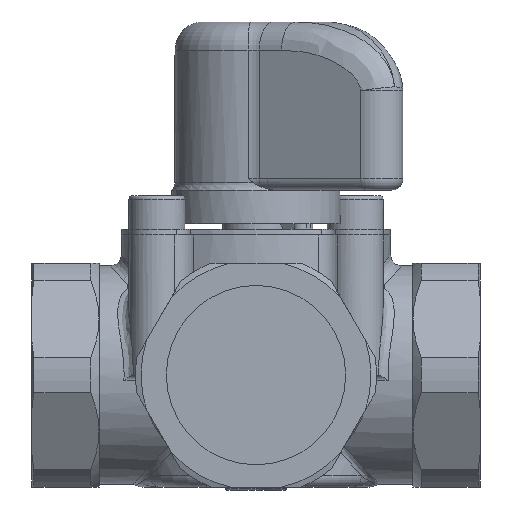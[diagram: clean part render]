
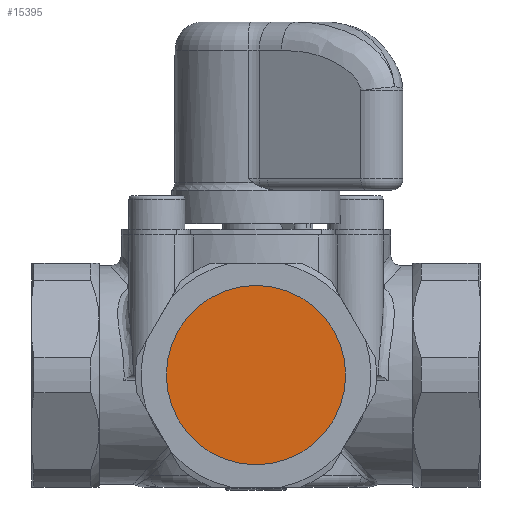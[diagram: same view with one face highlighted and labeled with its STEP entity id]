
A CAD part, left-side view. The second image highlights one B-rep face of the part: STEP entity #15395.
In plain terms, the highlighted planar face has unit normal (-1, 0, 0).
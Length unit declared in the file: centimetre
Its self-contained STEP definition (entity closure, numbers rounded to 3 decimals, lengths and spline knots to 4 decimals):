
#4936=FACE_OUTER_BOUND('',#5834,.T.);
#5834=EDGE_LOOP('',(#13915));
#6314=CIRCLE('',#16331,1.6);
#7674=VERTEX_POINT('',#28253);
#9754=EDGE_CURVE('',#7674,#7674,#6314,.T.);
#13915=ORIENTED_EDGE('',*,*,#9754,.T.);
#14635=PLANE('',#16371);
#15395=ADVANCED_FACE('',(#4936),#14635,.F.);
#16331=AXIS2_PLACEMENT_3D('',#28254,#19167,#19168);
#16371=AXIS2_PLACEMENT_3D('',#28774,#19253,#19254);
#19167=DIRECTION('center_axis',(-1.,0.,0.));
#19168=DIRECTION('ref_axis',(0.,-1.,0.));
#19253=DIRECTION('center_axis',(1.,0.,0.));
#19254=DIRECTION('ref_axis',(0.,0.,-1.));
#28253=CARTESIAN_POINT('',(-2.2,1.6,0.));
#28254=CARTESIAN_POINT('Origin',(-2.2,0.,0.));
#28774=CARTESIAN_POINT('Origin',(-2.2,0.,0.));
